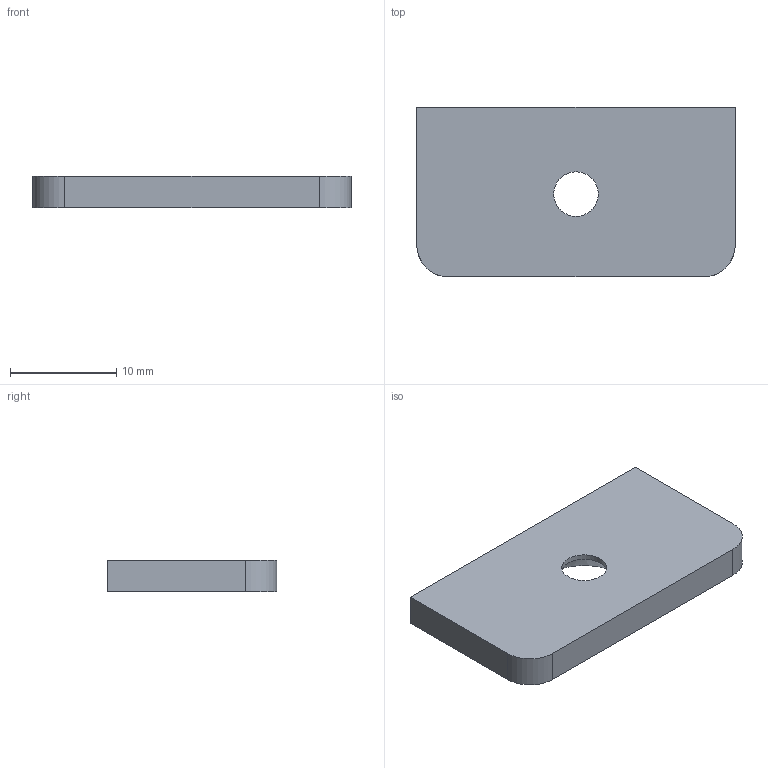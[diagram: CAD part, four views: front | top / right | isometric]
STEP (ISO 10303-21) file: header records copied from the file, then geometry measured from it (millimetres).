
FILE_DESCRIPTION(('FreeCAD Model'),'2;1');
FILE_NAME('Open CASCADE Shape Model','2024-10-11T19:53:27',(''),(''), 'Open CASCADE STEP processor 7.6','FreeCAD','Unknown');
FILE_SCHEMA(('CONFIG_CONTROL_DESIGN','SHAPE_APPEARANCE_LAYER_MIM'));
Length unit declared in the file: millimetre
Products named in the file (1): HorizontalRotationSupportBracekt
Bounding box: 30 x 16 x 3 mm (x, y, z)
Volume: 1304.2 mm3; surface area: 1338.3 mm2
Topology: 1 solids, 1 shells, 160 faces, 467 edges, 311 vertices
Faces by surface type: cylinder 147, plane 8, bspline 4, cone 1
Full cylindrical faces by diameter (mm): 1.118 x34, 1.345 x48, 4.2 x1
Entity records: 13106 total; most frequent: CARTESIAN_POINT 9395, ORIENTED_EDGE 934, DIRECTION 500, EDGE_CURVE 467, VERTEX_POINT 311, B_SPLINE_CURVE_WITH_KNOTS 296, AXIS2_PLACEMENT_3D 172, FACE_BOUND 164
